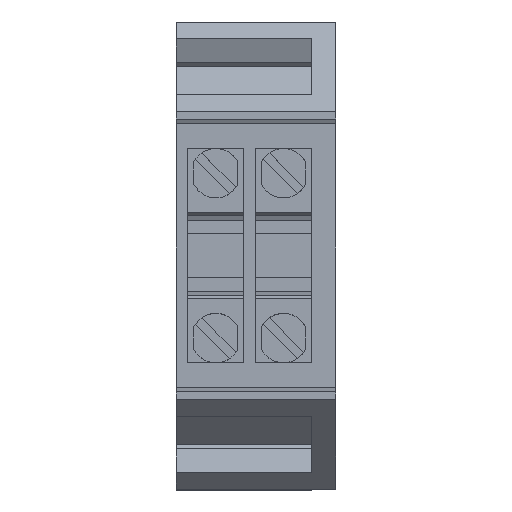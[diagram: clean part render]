
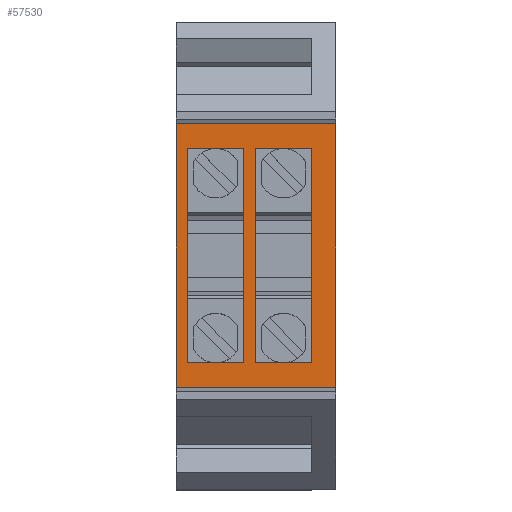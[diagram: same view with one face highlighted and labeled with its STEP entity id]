
A CAD part, top view. The second image highlights one B-rep face of the part: STEP entity #57530.
In plain terms, the highlighted face is planar.
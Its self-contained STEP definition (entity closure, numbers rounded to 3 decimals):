
#790=CARTESIAN_POINT('',(36.892,50.372,-4.69));
#800=VERTEX_POINT('',#790);
#830=CARTESIAN_POINT('',(36.892,50.372,-4.69));
#840=DIRECTION('',(0.,1.,0.));
#850=VECTOR('',#840,1.);
#860=LINE('',#830,#850);
#870=CARTESIAN_POINT('',(36.892,74.372,-4.69));
#880=VERTEX_POINT('',#870);
#890=EDGE_CURVE('',#800,#880,#860,.T.);
#15310=CARTESIAN_POINT('',(36.892,72.122,-6.89)
);
#15320=VERTEX_POINT('',#15310);
#15350=CARTESIAN_POINT('',(36.892,50.372,-6.89)
);
#15360=DIRECTION('',(0.,1.,0.));
#15370=VECTOR('',#15360,1.);
#15380=LINE('',#15350,#15370);
#15390=CARTESIAN_POINT('',(36.892,52.622,-6.89)
);
#15400=VERTEX_POINT('',#15390);
#15410=EDGE_CURVE('',#15400,#15320,#15380,.T.);
#16650=CARTESIAN_POINT('',(36.892,72.122,-11.99));
#16660=VERTEX_POINT('',#16650);
#16690=CARTESIAN_POINT('',(36.892,72.122,-6.94));
#16700=DIRECTION('',(0.,0.,-1.));
#16710=VECTOR('',#16700,1.);
#16720=LINE('',#16690,#16710);
#16730=EDGE_CURVE('',#15320,#16660,#16720,.T.);
#56530=CARTESIAN_POINT('',(36.892,74.372,-6.94));
#56540=DIRECTION('',(0.,0.,-1.));
#56550=VECTOR('',#56540,1.);
#56560=LINE('',#56530,#56550);
#56570=CARTESIAN_POINT('',(36.892,74.372,-19.19));
#56580=VERTEX_POINT('',#56570);
#56590=EDGE_CURVE('',#880,#56580,#56560,.T.);
#56780=CARTESIAN_POINT('',(36.892,50.372,-6.89)
);
#56790=DIRECTION('',(1.,0.,0.));
#56800=DIRECTION('',(0.,-1.,0.));
#56810=AXIS2_PLACEMENT_3D('',#56780,#56790,#56800);
#56820=PLANE('',#56810);
#56830=CARTESIAN_POINT('',(36.892,44.789,-11.99));
#56840=DIRECTION('',(0.,-1.,0.));
#56850=VECTOR('',#56840,1.);
#56860=LINE('',#56830,#56850);
#56870=CARTESIAN_POINT('',(36.892,52.622,-11.99));
#56880=VERTEX_POINT('',#56870);
#56890=EDGE_CURVE('',#16660,#56880,#56860,.T.);
#56900=ORIENTED_EDGE('',*,*,#56890,.F.);
#56910=CARTESIAN_POINT('',(36.892,52.622,-6.94));
#56920=DIRECTION('',(0.,0.,1.));
#56930=VECTOR('',#56920,1.);
#56940=LINE('',#56910,#56930);
#56950=EDGE_CURVE('',#56880,#15400,#56940,.T.);
#56960=ORIENTED_EDGE('',*,*,#56950,.F.);
#56970=ORIENTED_EDGE('',*,*,#15410,.F.);
#56980=ORIENTED_EDGE('',*,*,#16730,.F.);
#56990=EDGE_LOOP('',(#56980,#56970,#56960,#56900));
#57000=FACE_BOUND('',#56990,.T.);
#57010=CARTESIAN_POINT('',(36.892,72.122,-13.09));
#57020=DIRECTION('',(0.,0.,-1.));
#57030=VECTOR('',#57020,1.);
#57040=LINE('',#57010,#57030);
#57050=CARTESIAN_POINT('',(36.892,72.122,-13.04));
#57060=VERTEX_POINT('',#57050);
#57070=CARTESIAN_POINT('',(36.892,72.122,-18.14));
#57080=VERTEX_POINT('',#57070);
#57090=EDGE_CURVE('',#57060,#57080,#57040,.T.);
#57100=ORIENTED_EDGE('',*,*,#57090,.F.);
#57110=CARTESIAN_POINT('',(36.892,44.789,-18.14));
#57120=DIRECTION('',(0.,-1.,0.));
#57130=VECTOR('',#57120,1.);
#57140=LINE('',#57110,#57130);
#57150=CARTESIAN_POINT('',(36.892,52.622,-18.14));
#57160=VERTEX_POINT('',#57150);
#57170=EDGE_CURVE('',#57080,#57160,#57140,.T.);
#57180=ORIENTED_EDGE('',*,*,#57170,.F.);
#57190=CARTESIAN_POINT('',(36.892,52.622,-13.09));
#57200=DIRECTION('',(0.,0.,1.));
#57210=VECTOR('',#57200,1.);
#57220=LINE('',#57190,#57210);
#57230=CARTESIAN_POINT('',(36.892,52.622,-13.04));
#57240=VERTEX_POINT('',#57230);
#57250=EDGE_CURVE('',#57160,#57240,#57220,.T.);
#57260=ORIENTED_EDGE('',*,*,#57250,.F.);
#57270=CARTESIAN_POINT('',(36.892,44.789,-13.04));
#57280=DIRECTION('',(0.,-1.,0.));
#57290=VECTOR('',#57280,1.);
#57300=LINE('',#57270,#57290);
#57310=EDGE_CURVE('',#57060,#57240,#57300,.T.);
#57320=ORIENTED_EDGE('',*,*,#57310,.T.);
#57330=EDGE_LOOP('',(#57320,#57260,#57180,#57100));
#57340=FACE_BOUND('',#57330,.T.);
#57350=CARTESIAN_POINT('',(36.892,44.789,-19.19));
#57360=DIRECTION('',(0.,-1.,0.));
#57370=VECTOR('',#57360,1.);
#57380=LINE('',#57350,#57370);
#57390=CARTESIAN_POINT('',(36.892,50.372,-19.19));
#57400=VERTEX_POINT('',#57390);
#57410=EDGE_CURVE('',#56580,#57400,#57380,.T.);
#57420=ORIENTED_EDGE('',*,*,#57410,.T.);
#57430=ORIENTED_EDGE('',*,*,#56590,.T.);
#57440=ORIENTED_EDGE('',*,*,#890,.T.);
#57450=CARTESIAN_POINT('',(36.892,50.372,-6.94));
#57460=DIRECTION('',(0.,0.,-1.));
#57470=VECTOR('',#57460,1.);
#57480=LINE('',#57450,#57470);
#57490=EDGE_CURVE('',#800,#57400,#57480,.T.);
#57500=ORIENTED_EDGE('',*,*,#57490,.F.);
#57510=EDGE_LOOP('',(#57500,#57440,#57430,#57420));
#57520=FACE_OUTER_BOUND('',#57510,.T.);
#57530=ADVANCED_FACE('',(#57000,#57340,#57520),#56820,.F.);
